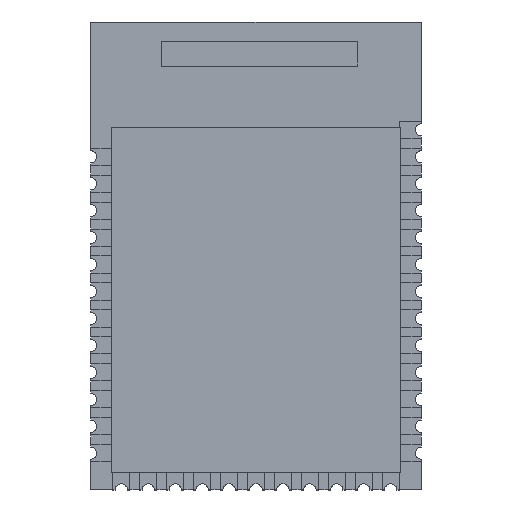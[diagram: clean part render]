
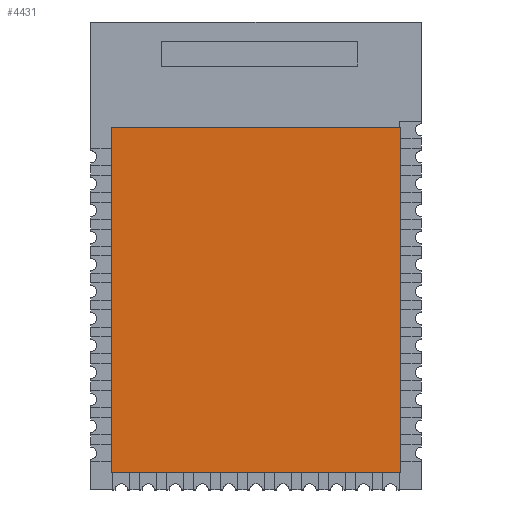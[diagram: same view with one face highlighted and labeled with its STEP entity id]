
A CAD part, top view. The second image highlights one B-rep face of the part: STEP entity #4431.
In plain terms, the highlighted planar face has unit normal (0, 0, 1).
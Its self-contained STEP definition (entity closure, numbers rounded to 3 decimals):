
#441 = DIRECTION ( 'NONE',  ( -1., 0., 0. ) ) ;
#713 = LINE ( 'NONE', #3917, #3961 ) ;
#2214 = FACE_OUTER_BOUND ( 'NONE', #18495, .T. ) ;
#2248 = CARTESIAN_POINT ( 'NONE',  ( 0.85, 14.8, 2.5 ) ) ;
#2451 = DIRECTION ( 'NONE',  ( 0., 0., -1. ) ) ;
#2743 = ORIENTED_EDGE ( 'NONE', *, *, #7872, .F. ) ;
#2865 = DIRECTION ( 'NONE',  ( -1., 0., 0. ) ) ;
#3568 = VERTEX_POINT ( 'NONE', #18437 ) ;
#3917 = CARTESIAN_POINT ( 'NONE',  ( 12.65, 14.8, 2.5 ) ) ;
#3961 = VECTOR ( 'NONE', #16820, 1000. ) ;
#4431 = ADVANCED_FACE ( 'NONE', ( #2214 ), #9419, .F. ) ;
#5126 = DIRECTION ( 'NONE',  ( 1., 0., 0. ) ) ;
#7598 = LINE ( 'NONE', #2248, #20121 ) ;
#7622 = VERTEX_POINT ( 'NONE', #7632 ) ;
#7632 = CARTESIAN_POINT ( 'NONE',  ( 0.85, 14.8, 2.5 ) ) ;
#7872 = EDGE_CURVE ( 'NONE', #7622, #8735, #10429, .T. ) ;
#8735 = VERTEX_POINT ( 'NONE', #13567 ) ;
#9403 = EDGE_CURVE ( 'NONE', #3568, #20037, #20524, .T. ) ;
#9419 = PLANE ( 'NONE',  #20226 ) ;
#10429 = LINE ( 'NONE', #17655, #16214 ) ;
#11026 = DIRECTION ( 'NONE',  ( 0., 1., 0. ) ) ;
#11972 = ORIENTED_EDGE ( 'NONE', *, *, #21439, .F. ) ;
#13567 = CARTESIAN_POINT ( 'NONE',  ( 12.65, 14.8, 2.5 ) ) ;
#15340 = ORIENTED_EDGE ( 'NONE', *, *, #9403, .F. ) ;
#16214 = VECTOR ( 'NONE', #5126, 1000. ) ;
#16820 = DIRECTION ( 'NONE',  ( 0., -1., 0. ) ) ;
#17100 = CARTESIAN_POINT ( 'NONE',  ( 0.85, 0.7, 2.5 ) ) ;
#17630 = CARTESIAN_POINT ( 'NONE',  ( 0.85, 0.7, 2.5 ) ) ;
#17655 = CARTESIAN_POINT ( 'NONE',  ( 0.85, 14.8, 2.5 ) ) ;
#18437 = CARTESIAN_POINT ( 'NONE',  ( 12.65, 0.7, 2.5 ) ) ;
#18495 = EDGE_LOOP ( 'NONE', ( #15340, #11972, #2743, #22151 ) ) ;
#18671 = CARTESIAN_POINT ( 'NONE',  ( 0., 0., 2.5 ) ) ;
#19332 = VECTOR ( 'NONE', #2865, 1000. ) ;
#19423 = EDGE_CURVE ( 'NONE', #20037, #7622, #7598, .T. ) ;
#20037 = VERTEX_POINT ( 'NONE', #17630 ) ;
#20121 = VECTOR ( 'NONE', #11026, 1000. ) ;
#20226 = AXIS2_PLACEMENT_3D ( 'NONE', #18671, #2451, #441 ) ;
#20524 = LINE ( 'NONE', #17100, #19332 ) ;
#21439 = EDGE_CURVE ( 'NONE', #8735, #3568, #713, .T. ) ;
#22151 = ORIENTED_EDGE ( 'NONE', *, *, #19423, .F. ) ;
